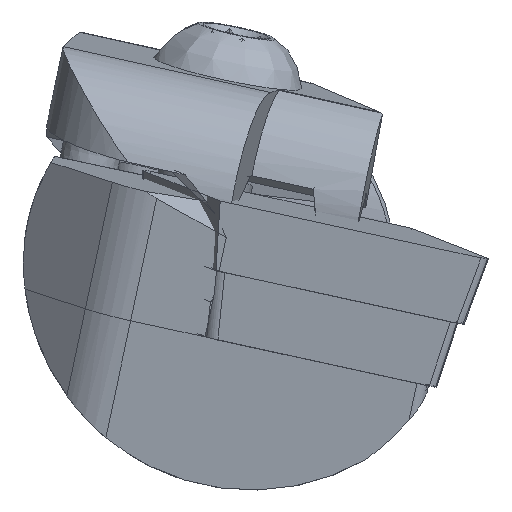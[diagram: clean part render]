
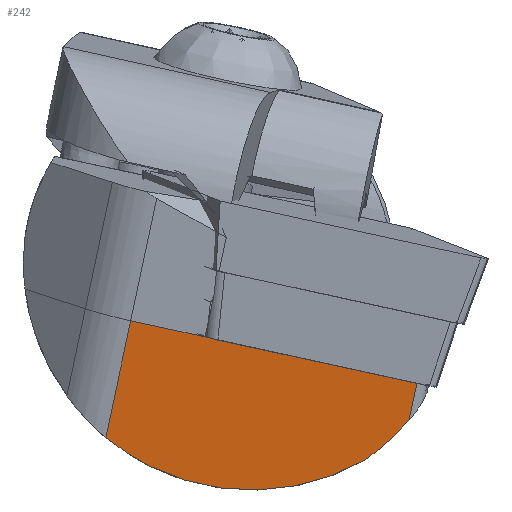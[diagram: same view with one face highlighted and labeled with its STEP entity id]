
A CAD part, left-side view. The second image highlights one B-rep face of the part: STEP entity #242.
In plain terms, the highlighted planar face has unit normal (-0.993, 0.072, -0.091).
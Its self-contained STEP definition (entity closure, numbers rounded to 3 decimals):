
#242=ADVANCED_FACE('',(#382),#328,.T.);
#328=PLANE('',#1702);
#382=FACE_OUTER_BOUND('',#463,.T.);
#463=EDGE_LOOP('',(#842,#843,#844,#845,#846,#847,#848));
#563=LINE('',#2295,#687);
#568=LINE('',#2759,#692);
#569=LINE('',#2761,#693);
#570=LINE('',#2763,#694);
#571=LINE('',#2769,#695);
#687=VECTOR('',#1854,1.);
#692=VECTOR('',#1877,1.);
#693=VECTOR('',#1878,1.);
#694=VECTOR('',#1879,1.);
#695=VECTOR('',#1884,1.);
#842=ORIENTED_EDGE('',*,*,#1450,.T.);
#843=ORIENTED_EDGE('',*,*,#1423,.T.);
#844=ORIENTED_EDGE('',*,*,#1451,.T.);
#845=ORIENTED_EDGE('',*,*,#1452,.T.);
#846=ORIENTED_EDGE('',*,*,#1453,.F.);
#847=ORIENTED_EDGE('',*,*,#1454,.F.);
#848=ORIENTED_EDGE('',*,*,#1455,.F.);
#1267=VERTEX_POINT('',#2286);
#1271=VERTEX_POINT('',#2294);
#1296=VERTEX_POINT('',#2760);
#1297=VERTEX_POINT('',#2762);
#1298=VERTEX_POINT('',#2764);
#1299=VERTEX_POINT('',#2766);
#1300=VERTEX_POINT('',#2768);
#1423=EDGE_CURVE('',#1267,#1271,#563,.T.);
#1450=EDGE_CURVE('',#1296,#1267,#568,.T.);
#1451=EDGE_CURVE('',#1271,#1297,#569,.T.);
#1452=EDGE_CURVE('',#1297,#1298,#570,.T.);
#1453=EDGE_CURVE('',#1299,#1298,#1650,.T.);
#1454=EDGE_CURVE('',#1300,#1299,#1651,.T.);
#1455=EDGE_CURVE('',#1296,#1300,#571,.T.);
#1650=ELLIPSE('',#1700,16.109,16.);
#1651=ELLIPSE('',#1701,17.641,17.512);
#1700=AXIS2_PLACEMENT_3D('',#2765,#1880,#1881);
#1701=AXIS2_PLACEMENT_3D('',#2767,#1882,#1883);
#1702=AXIS2_PLACEMENT_3D('',#2770,#1885,#1886);
#1854=DIRECTION('',(0.051,0.976,0.213));
#1877=DIRECTION('',(0.051,0.976,0.213));
#1878=DIRECTION('',(0.051,0.976,0.213));
#1879=DIRECTION('',(0.105,0.207,-0.973));
#1880=DIRECTION('',(0.993,-0.072,0.091));
#1881=DIRECTION('',(-0.116,-0.615,0.78));
#1882=DIRECTION('',(0.993,-0.072,0.091));
#1883=DIRECTION('',(-0.116,-0.615,0.78));
#1884=DIRECTION('',(0.105,0.207,-0.973));
#1885=DIRECTION('',(-0.993,0.072,-0.091));
#1886=DIRECTION('',(-0.092,0.,0.996));
#2286=CARTESIAN_POINT('',(-154.006,9.387,-5.333));
#2294=CARTESIAN_POINT('',(-153.989,9.705,-5.263));
#2295=CARTESIAN_POINT('',(-153.716,14.922,-4.125));
#2759=CARTESIAN_POINT('',(-153.716,14.922,-4.125));
#2760=CARTESIAN_POINT('',(-154.767,-5.142,-8.503));
#2761=CARTESIAN_POINT('',(-153.716,14.922,-4.125));
#2762=CARTESIAN_POINT('',(-153.716,14.922,-4.125));
#2763=CARTESIAN_POINT('',(-188.83,-54.54,322.67));
#2764=CARTESIAN_POINT('',(-152.836,16.663,-12.314));
#2765=CARTESIAN_POINT('',(-154.71,6.446,0.));
#2766=CARTESIAN_POINT('',(-154.012,-1.535,-13.867));
#2767=CARTESIAN_POINT('',(-154.601,8.532,0.462));
#2768=CARTESIAN_POINT('',(-154.483,-4.581,-11.144));
#2769=CARTESIAN_POINT('',(-189.882,-74.605,318.292));
#2770=CARTESIAN_POINT('',(-188.83,-54.54,322.67));
